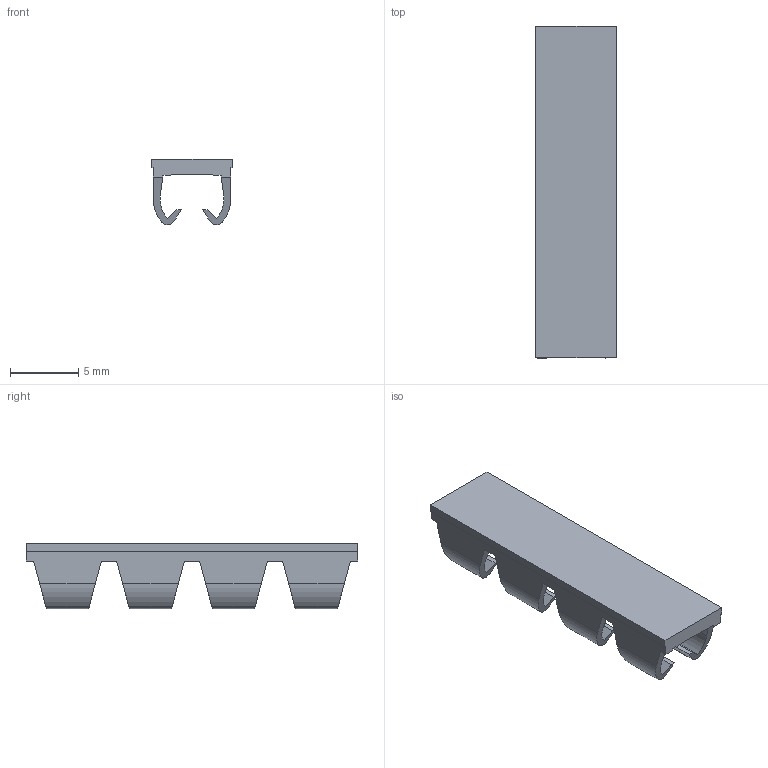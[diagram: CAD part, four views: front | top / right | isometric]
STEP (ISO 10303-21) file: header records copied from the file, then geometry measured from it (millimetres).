
FILE_DESCRIPTION(('CATIA V5 STEP Exchange','CAx-IF Rec.Pracs.--- Model Styling and Organization---1.5--- 2016-08-15','CAx-IF Rec.Pracs.---Supplemental Geometry---1.0---2011-11-01','CAx-IF Rec.Pracs.--- Composite Materials ---1.1---2010-07-15'),'2;1');
FILE_NAME ('1204850-7_0', '2025-09-23T06:43:11+00:00', ('none'), ('Weidmueller'), 'CATIA Version 5-6 Release 2024 SP4', 'CATIA V5 STEP AP214 v3', 'none');
FILE_SCHEMA(('AUTOMOTIVE_DESIGN { 1 0 10303 214 1 1 1 1 }'));
Length unit declared in the file: millimetre
Products named in the file (1): 72186_SFM_4X24_3-3_4-0_MM_WS
Bounding box: 5.9 x 24.4 x 4.8 mm (x, y, z)
Volume: 241.9 mm3; surface area: 689.7 mm2
Topology: 1 solids, 1 shells, 86 faces, 252 edges, 168 vertices
Faces by surface type: plane 61, cylinder 25
Entity records: 2838 total; most frequent: CARTESIAN_POINT 844, ORIENTED_EDGE 504, DIRECTION 266, EDGE_CURVE 252, VECTOR 202, LINE 202, VERTEX_POINT 168, ADVANCED_FACE 86
